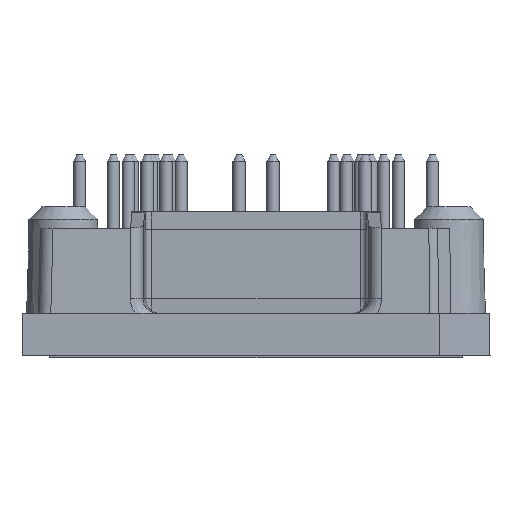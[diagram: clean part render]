
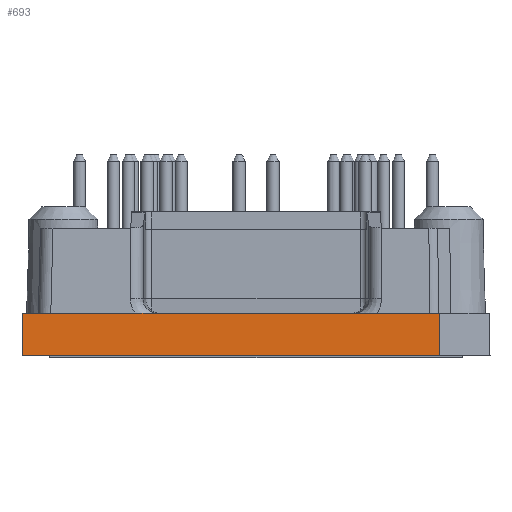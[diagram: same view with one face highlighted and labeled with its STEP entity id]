
A CAD part, left-side view. The second image highlights one B-rep face of the part: STEP entity #693.
In plain terms, the highlighted planar face has unit normal (-1, 0, 0.018).
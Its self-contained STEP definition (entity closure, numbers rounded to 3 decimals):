
#693 = ADVANCED_FACE( '', ( #1672 ), #1673, .T. );
#1672 = FACE_OUTER_BOUND( '', #3148, .T. );
#1673 = PLANE( '', #3149 );
#3148 = EDGE_LOOP( '', ( #5148, #5149, #5150, #5151 ) );
#3149 = AXIS2_PLACEMENT_3D( '', #5152, #5153, #5154 );
#5148 = ORIENTED_EDGE( '', *, *, #7440, .T. );
#5149 = ORIENTED_EDGE( '', *, *, #7441, .F. );
#5150 = ORIENTED_EDGE( '', *, *, #7442, .T. );
#5151 = ORIENTED_EDGE( '', *, *, #7443, .T. );
#5152 = CARTESIAN_POINT( '', ( -43.5, 0.25, 5. ) );
#5153 = DIRECTION( '', ( -1., 0., 0.017 ) );
#5154 = DIRECTION( '', ( 0.017, 0., 1. ) );
#7440 = EDGE_CURVE( '', #8803, #8804, #8805, .F. );
#7441 = EDGE_CURVE( '', #8806, #8804, #8807, .F. );
#7442 = EDGE_CURVE( '', #8806, #8808, #8809, .T. );
#7443 = EDGE_CURVE( '', #8808, #8803, #8810, .F. );
#8803 = VERTEX_POINT( '', #10615 );
#8804 = VERTEX_POINT( '', #10616 );
#8805 = LINE( '', #10617, #10618 );
#8806 = VERTEX_POINT( '', #10619 );
#8807 = LINE( '', #10620, #10621 );
#8808 = VERTEX_POINT( '', #10622 );
#8809 = LINE( '', #10623, #10624 );
#8810 = LINE( '', #10625, #10626 );
#10615 = CARTESIAN_POINT( '', ( -43.5, -14.45, 5. ) );
#10616 = CARTESIAN_POINT( '', ( -43.441, -14.425, 8.4 ) );
#10617 = CARTESIAN_POINT( '', ( -43.498, -14.449, 5.134 ) );
#10618 = VECTOR( '', #12262, 1000. );
#10619 = CARTESIAN_POINT( '', ( -43.441, 18.891, 8.4 ) );
#10620 = CARTESIAN_POINT( '', ( -43.441, 0.25, 8.4 ) );
#10621 = VECTOR( '', #12263, 1000. );
#10622 = CARTESIAN_POINT( '', ( -43.5, 18.95, 5. ) );
#10623 = CARTESIAN_POINT( '', ( -43.494, 18.944, 5.326 ) );
#10624 = VECTOR( '', #12264, 1000. );
#10625 = CARTESIAN_POINT( '', ( -43.5, 0.25, 5. ) );
#10626 = VECTOR( '', #12265, 1000. );
#12262 = DIRECTION( '', ( -0.017, -0.007, -1. ) );
#12263 = DIRECTION( '', ( 0., 1., 0. ) );
#12264 = DIRECTION( '', ( -0.017, 0.017, -1. ) );
#12265 = DIRECTION( '', ( 0., 1., 0. ) );
